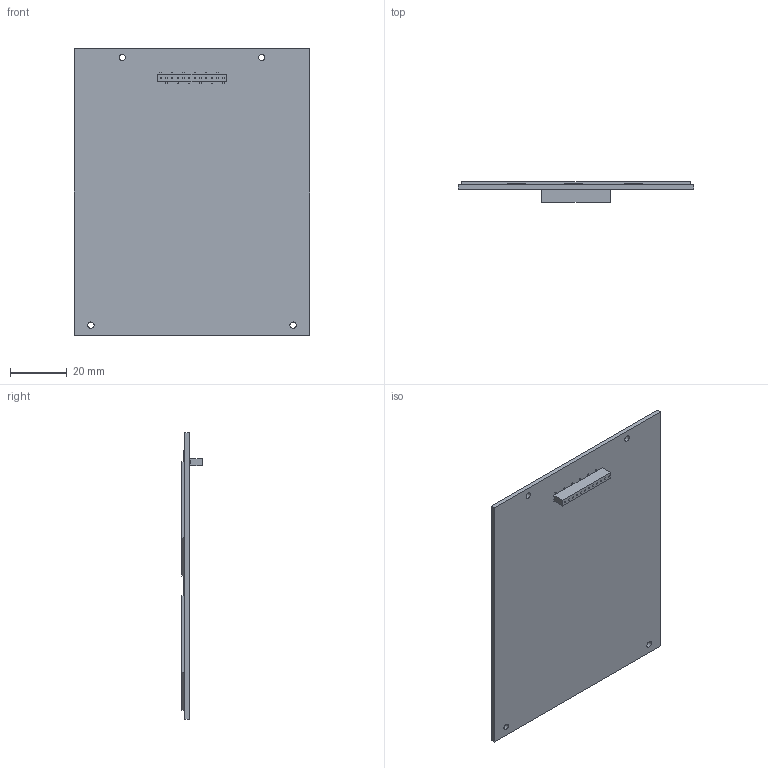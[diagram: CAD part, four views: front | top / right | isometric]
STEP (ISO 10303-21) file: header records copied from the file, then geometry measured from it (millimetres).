
FILE_DESCRIPTION(/* description */ (''),/* implementation_level */ '2;1');
FILE_NAME(/* name */ 'B4_FM_+X_panel v1.step',/* time_stamp */ '2021-05-20T07:32:09+09:00',/* author */ (''),/* organization */ (''),/* preprocessor_version */ 'ST-DEVELOPER v18.1',/* originating_system */ 'Autodesk Translation Framework v10.6.0.1341',/* authorisation */ '');
FILE_SCHEMA (('AUTOMOTIVE_DESIGN { 1 0 10303 214 3 1 1 }','AP242_MANAGED_MODEL_BASED_3D_ENGINEERING_MIM_LF { 1 0 10303 442 1 1 4 }'));
Length unit declared in the file: millimetre
Products named in the file (5): B4_FM_+X_panel; B3_±Y_panel; Solar panel_f; Solar panel; Solar panel_connector
Assembly tree (11 placements, depth 2):
  B4_FM_+X_panel
    Solar panel  x2
    B3_±Y_panel
    Solar panel_f
    Solar panel_connector  x7
Bounding box: 82.6 x 7.1 x 100.7 mm (x, y, z)
Volume: 19678.4 mm3; surface area: 30733.9 mm2
Topology: 17 solids, 17 shells, 426 faces, 1116 edges, 736 vertices
Faces by surface type: plane 380, cylinder 46
Full cylindrical faces by diameter (mm): 2.2 x4
Entity records: 7216 total; most frequent: CARTESIAN_POINT 1236, ORIENTED_EDGE 1188, DIRECTION 1122, EDGE_CURVE 594, LINE 574, VECTOR 574, VERTEX_POINT 388, AXIS2_PLACEMENT_3D 274
